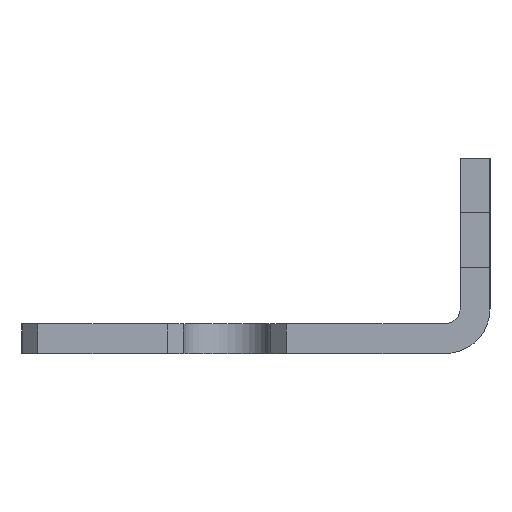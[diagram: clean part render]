
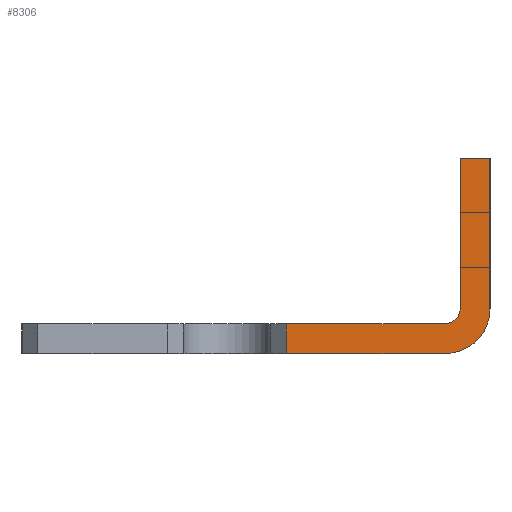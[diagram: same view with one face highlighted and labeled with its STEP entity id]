
A CAD part, left-side view. The second image highlights one B-rep face of the part: STEP entity #8306.
In plain terms, the highlighted planar face has unit normal (-1, 0, 0).
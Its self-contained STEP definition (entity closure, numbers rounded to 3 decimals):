
#21=PLANE('',#8841);
#328=LINE('',#12380,#981);
#329=LINE('',#12383,#982);
#330=LINE('',#12385,#983);
#331=LINE('',#12389,#984);
#332=LINE('',#12391,#985);
#333=LINE('',#12393,#986);
#981=VECTOR('',#9918,1000.);
#982=VECTOR('',#9919,1000.);
#983=VECTOR('',#9920,1000.);
#984=VECTOR('',#9923,1000.);
#985=VECTOR('',#9924,1000.);
#986=VECTOR('',#9925,1000.);
#1708=ORIENTED_EDGE('',*,*,#3886,.F.);
#1709=ORIENTED_EDGE('',*,*,#3887,.T.);
#1710=ORIENTED_EDGE('',*,*,#3888,.T.);
#1711=ORIENTED_EDGE('',*,*,#3889,.T.);
#1712=ORIENTED_EDGE('',*,*,#3890,.F.);
#1713=ORIENTED_EDGE('',*,*,#3891,.T.);
#1714=ORIENTED_EDGE('',*,*,#3892,.T.);
#1715=ORIENTED_EDGE('',*,*,#3893,.F.);
#3886=EDGE_CURVE('',#4975,#4976,#328,.T.);
#3887=EDGE_CURVE('',#4975,#4977,#329,.T.);
#3888=EDGE_CURVE('',#4977,#4978,#330,.T.);
#3889=EDGE_CURVE('',#4978,#4979,#5719,.T.);
#3890=EDGE_CURVE('',#4980,#4979,#331,.T.);
#3891=EDGE_CURVE('',#4980,#4981,#332,.T.);
#3892=EDGE_CURVE('',#4981,#4982,#333,.T.);
#3893=EDGE_CURVE('',#4976,#4982,#5720,.T.);
#4975=VERTEX_POINT('',#12381);
#4976=VERTEX_POINT('',#12382);
#4977=VERTEX_POINT('',#12384);
#4978=VERTEX_POINT('',#12386);
#4979=VERTEX_POINT('',#12388);
#4980=VERTEX_POINT('',#12390);
#4981=VERTEX_POINT('',#12392);
#4982=VERTEX_POINT('',#12394);
#5719=CIRCLE('',#8842,3.632);
#5720=CIRCLE('',#8843,1.219);
#6118=EDGE_LOOP('',(#1708,#1709,#1710,#1711,#1712,#1713,#1714,#1715));
#7103=FACE_BOUND('',#6118,.T.);
#8306=ADVANCED_FACE('',(#7103),#21,.F.);
#8841=AXIS2_PLACEMENT_3D('',#12379,#9916,#9917);
#8842=AXIS2_PLACEMENT_3D('',#12387,#9921,#9922);
#8843=AXIS2_PLACEMENT_3D('',#12395,#9926,#9927);
#9916=DIRECTION('',(1.,0.,0.));
#9917=DIRECTION('',(0.,0.,-1.));
#9918=DIRECTION('',(0.,-1.,0.));
#9919=DIRECTION('',(0.,0.,-1.));
#9920=DIRECTION('',(0.,-1.,0.));
#9921=DIRECTION('',(-1.,0.,0.));
#9922=DIRECTION('',(0.,0.,1.));
#9923=DIRECTION('',(0.,0.,-1.));
#9924=DIRECTION('',(0.,1.,0.));
#9925=DIRECTION('',(0.,0.,-1.));
#9926=DIRECTION('',(-1.,0.,0.));
#9927=DIRECTION('',(0.,-1.,0.));
#12379=CARTESIAN_POINT('',(-800.1,19.05,2.413));
#12380=CARTESIAN_POINT('',(-800.1,19.05,2.413));
#12381=CARTESIAN_POINT('',(-800.1,-2.477,2.413));
#12382=CARTESIAN_POINT('',(-800.1,-15.418,2.413));
#12383=CARTESIAN_POINT('',(-800.1,-2.477,2.413));
#12384=CARTESIAN_POINT('',(-800.1,-2.477,0.));
#12385=CARTESIAN_POINT('',(-800.1,19.05,0.));
#12386=CARTESIAN_POINT('',(-800.1,-15.418,0.));
#12387=CARTESIAN_POINT('',(-800.1,-15.418,3.632));
#12388=CARTESIAN_POINT('',(-800.1,-19.05,3.632));
#12389=CARTESIAN_POINT('',(-800.1,-19.05,2.171));
#12390=CARTESIAN_POINT('',(-800.1,-19.05,15.875));
#12391=CARTESIAN_POINT('',(-800.1,-19.05,15.875));
#12392=CARTESIAN_POINT('',(-800.1,-16.637,15.875));
#12393=CARTESIAN_POINT('',(-800.1,-16.637,2.171));
#12394=CARTESIAN_POINT('',(-800.1,-16.637,3.632));
#12395=CARTESIAN_POINT('',(-800.1,-15.418,3.632));
